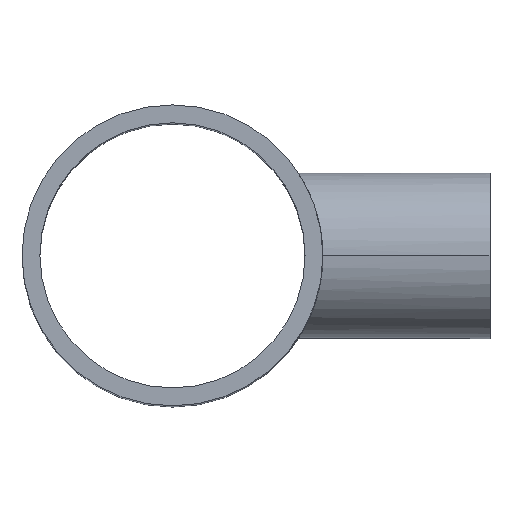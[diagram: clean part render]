
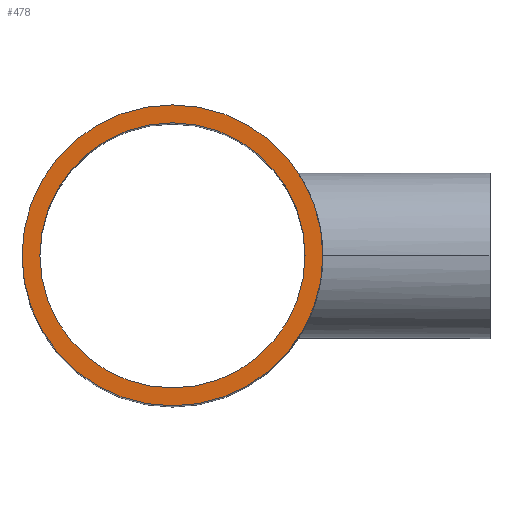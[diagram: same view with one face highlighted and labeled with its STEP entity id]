
A CAD part, top view. The second image highlights one B-rep face of the part: STEP entity #478.
In plain terms, the highlighted planar face has unit normal (0, 0, 1).
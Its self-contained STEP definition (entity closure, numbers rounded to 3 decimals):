
#27 = EDGE_CURVE ( 'NONE', #639, #652, #648, .T. ) ;
#47 = AXIS2_PLACEMENT_3D ( 'NONE', #625, #260, #628 ) ;
#67 = CARTESIAN_POINT ( 'NONE',  ( 0., 0., 240.5 ) ) ;
#113 = EDGE_CURVE ( 'NONE', #390, #396, #314, .T. ) ;
#128 = CARTESIAN_POINT ( 'NONE',  ( 88.1, 0., 240.5 ) ) ;
#135 = ORIENTED_EDGE ( 'NONE', *, *, #27, .F. ) ;
#138 = EDGE_LOOP ( 'NONE', ( #548, #238 ) ) ;
#139 = DIRECTION ( 'NONE',  ( 0., 0., 1. ) ) ;
#143 = CARTESIAN_POINT ( 'NONE',  ( 0., 0., 240.5 ) ) ;
#155 = AXIS2_PLACEMENT_3D ( 'NONE', #67, #266, #475 ) ;
#166 = AXIS2_PLACEMENT_3D ( 'NONE', #615, #207, #450 ) ;
#190 = EDGE_CURVE ( 'NONE', #396, #390, #567, .T. ) ;
#202 = CARTESIAN_POINT ( 'NONE',  ( -100., 0., 240.5 ) ) ;
#207 = DIRECTION ( 'NONE',  ( 0., 0., 1. ) ) ;
#238 = ORIENTED_EDGE ( 'NONE', *, *, #113, .T. ) ;
#249 = CARTESIAN_POINT ( 'NONE',  ( 100., 0., 240.5 ) ) ;
#260 = DIRECTION ( 'NONE',  ( 0., 0., 1. ) ) ;
#266 = DIRECTION ( 'NONE',  ( 0., 0., 1. ) ) ;
#281 = CARTESIAN_POINT ( 'NONE',  ( -88.1, 0., 240.5 ) ) ;
#314 = CIRCLE ( 'NONE', #519, 100. ) ;
#322 = FACE_OUTER_BOUND ( 'NONE', #138, .T. ) ;
#347 = DIRECTION ( 'NONE',  ( 0., 0., 1. ) ) ;
#390 = VERTEX_POINT ( 'NONE', #249 ) ;
#393 = EDGE_CURVE ( 'NONE', #652, #639, #543, .T. ) ;
#396 = VERTEX_POINT ( 'NONE', #202 ) ;
#398 = DIRECTION ( 'NONE',  ( 1., 0., 0. ) ) ;
#407 = AXIS2_PLACEMENT_3D ( 'NONE', #654, #139, #398 ) ;
#450 = DIRECTION ( 'NONE',  ( 1., 0., 0. ) ) ;
#475 = DIRECTION ( 'NONE',  ( 1., 0., 0. ) ) ;
#477 = FACE_BOUND ( 'NONE', #592, .T. ) ;
#478 = ADVANCED_FACE ( 'NONE', ( #322, #477 ), #527, .T. ) ;
#519 = AXIS2_PLACEMENT_3D ( 'NONE', #143, #347, #558 ) ;
#527 = PLANE ( 'NONE',  #155 ) ;
#543 = CIRCLE ( 'NONE', #47, 88.1 ) ;
#548 = ORIENTED_EDGE ( 'NONE', *, *, #190, .T. ) ;
#558 = DIRECTION ( 'NONE',  ( 1., 0., 0. ) ) ;
#567 = CIRCLE ( 'NONE', #166, 100. ) ;
#592 = EDGE_LOOP ( 'NONE', ( #135, #609 ) ) ;
#609 = ORIENTED_EDGE ( 'NONE', *, *, #393, .F. ) ;
#615 = CARTESIAN_POINT ( 'NONE',  ( 0., 0., 240.5 ) ) ;
#625 = CARTESIAN_POINT ( 'NONE',  ( 0., 0., 240.5 ) ) ;
#628 = DIRECTION ( 'NONE',  ( 1., 0., 0. ) ) ;
#639 = VERTEX_POINT ( 'NONE', #281 ) ;
#648 = CIRCLE ( 'NONE', #407, 88.1 ) ;
#652 = VERTEX_POINT ( 'NONE', #128 ) ;
#654 = CARTESIAN_POINT ( 'NONE',  ( 0., 0., 240.5 ) ) ;
